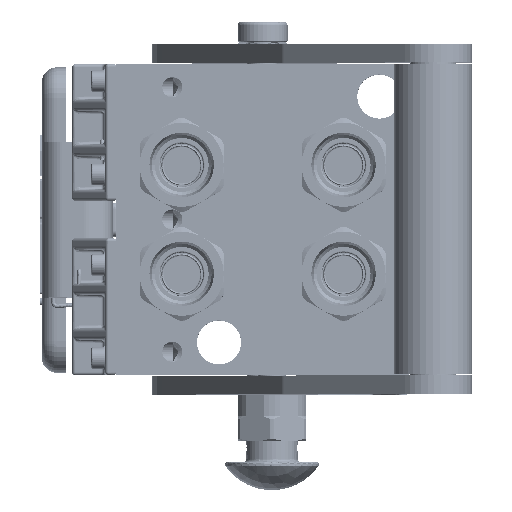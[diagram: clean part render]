
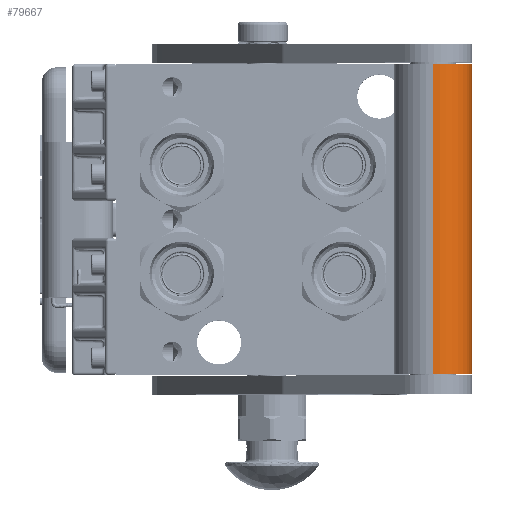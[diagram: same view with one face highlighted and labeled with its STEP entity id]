
A CAD part, top view. The second image highlights one B-rep face of the part: STEP entity #79667.
In plain terms, the highlighted cylindrical face has radius 12.5 mm (diameter 25 mm), a partial arc.
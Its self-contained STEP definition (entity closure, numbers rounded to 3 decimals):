
#1430 = CIRCLE ( 'NONE', #70244, 12.5 ) ;
#5299 = EDGE_LOOP ( 'NONE', ( #66061, #89778, #137537, #56736 ) ) ;
#6150 = DIRECTION ( 'NONE',  ( 0., 0., -1. ) ) ;
#18478 = DIRECTION ( 'NONE',  ( 0., 0., 1. ) ) ;
#18950 = DIRECTION ( 'NONE',  ( 0., 0., -1. ) ) ;
#20897 = VERTEX_POINT ( 'NONE', #87797 ) ;
#21565 = CARTESIAN_POINT ( 'NONE',  ( 104., 0., 12.5 ) ) ;
#26270 = EDGE_CURVE ( 'NONE', #20897, #66352, #120022, .T. ) ;
#26881 = AXIS2_PLACEMENT_3D ( 'NONE', #63644, #95516, #18478 ) ;
#28581 = CARTESIAN_POINT ( 'NONE',  ( 4.5, 0., 12.5 ) ) ;
#34282 = CYLINDRICAL_SURFACE ( 'NONE', #26881, 12.5 ) ;
#41475 = AXIS2_PLACEMENT_3D ( 'NONE', #139579, #95029, #18950 ) ;
#48624 = CARTESIAN_POINT ( 'NONE',  ( 4.5, 0., -12.5 ) ) ;
#52852 = DIRECTION ( 'NONE',  ( -1., 0., 0. ) ) ;
#56736 = ORIENTED_EDGE ( 'NONE', *, *, #26270, .T. ) ;
#60028 = LINE ( 'NONE', #136580, #124656 ) ;
#62157 = VECTOR ( 'NONE', #52852, 1000. ) ;
#63644 = CARTESIAN_POINT ( 'NONE',  ( -5.425, 0., 0. ) ) ;
#65184 = EDGE_CURVE ( 'NONE', #119744, #135987, #60028, .T. ) ;
#66061 = ORIENTED_EDGE ( 'NONE', *, *, #79698, .T. ) ;
#66352 = VERTEX_POINT ( 'NONE', #48624 ) ;
#70067 = CIRCLE ( 'NONE', #41475, 12.5 ) ;
#70244 = AXIS2_PLACEMENT_3D ( 'NONE', #136338, #124993, #6150 ) ;
#79667 = ADVANCED_FACE ( 'NONE', ( #131516 ), #34282, .T. ) ;
#79698 = EDGE_CURVE ( 'NONE', #66352, #135987, #70067, .T. ) ;
#81117 = DIRECTION ( 'NONE',  ( -1., 0., 0. ) ) ;
#87797 = CARTESIAN_POINT ( 'NONE',  ( 104., 0., -12.5 ) ) ;
#89778 = ORIENTED_EDGE ( 'NONE', *, *, #65184, .F. ) ;
#95029 = DIRECTION ( 'NONE',  ( 1., 0., 0. ) ) ;
#95516 = DIRECTION ( 'NONE',  ( -1., 0., 0. ) ) ;
#96490 = EDGE_CURVE ( 'NONE', #20897, #119744, #1430, .T. ) ;
#106116 = CARTESIAN_POINT ( 'NONE',  ( 104., 0., -12.5 ) ) ;
#119744 = VERTEX_POINT ( 'NONE', #21565 ) ;
#120022 = LINE ( 'NONE', #106116, #62157 ) ;
#124656 = VECTOR ( 'NONE', #81117, 1000. ) ;
#124993 = DIRECTION ( 'NONE',  ( 1., 0., 0. ) ) ;
#131516 = FACE_OUTER_BOUND ( 'NONE', #5299, .T. ) ;
#135987 = VERTEX_POINT ( 'NONE', #28581 ) ;
#136338 = CARTESIAN_POINT ( 'NONE',  ( 104., 0., 0. ) ) ;
#136580 = CARTESIAN_POINT ( 'NONE',  ( 104., 0., 12.5 ) ) ;
#137537 = ORIENTED_EDGE ( 'NONE', *, *, #96490, .F. ) ;
#139579 = CARTESIAN_POINT ( 'NONE',  ( 4.5, 0., 0. ) ) ;
